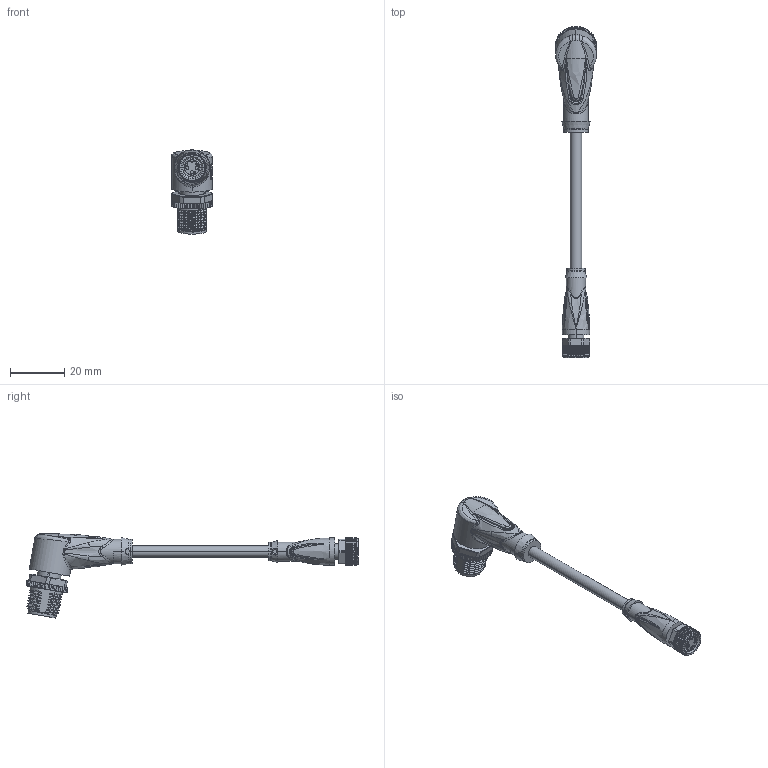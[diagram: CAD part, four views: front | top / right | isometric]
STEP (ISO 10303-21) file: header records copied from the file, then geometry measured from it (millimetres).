
FILE_DESCRIPTION(('STEP AP214'),'1');
FILE_NAME('cctmp_BB971F08-AA1A-47B7-9D5B-1AFB1950AE0E_2022_04_27_10_33_38_0131..stp','2022-04-27T08:33:49',('KiM GmbH'),('CADClick - www.CADClick.com'),'Spatial InterOp 3D postprocessed',' ','unknown authorization');
FILE_SCHEMA(('AUTOMOTIVE_DESIGN'));
Length unit declared in the file: millimetre
Products named in the file (9): Connection2; Connection2_2; Connection2_1; T195582_1; Cable; Connection1; Connection1_2; Connection1_1; T195582
Assembly tree (8 placements, depth 4):
  T195582
    T195582_1
      Connection2
        Connection2_2
        Connection2_1
      Cable
      Connection1
        Connection1_2
        Connection1_1
Bounding box: 15.4 x 121.98 x 30.94 mm (x, y, z)
Volume: 8444 mm3; surface area: 6918.4 mm2
Topology: 8 solids, 12 shells, 1969 faces, 5176 edges, 3271 vertices
Faces by surface type: plane 867, cylinder 366, bspline 301, torus 274, cone 139, extrusion 16, sphere 6
Entity records: 130960 total; most frequent: CARTESIAN_POINT 74555, ORIENTED_EDGE 10326, DIRECTION 8618, EDGE_CURVE 5167, VERTEX_POINT 3271, STYLED_ITEM 3054, PRESENTATION_STYLE_ASSIGNMENT 3054, AXIS2_PLACEMENT_3D 3051
